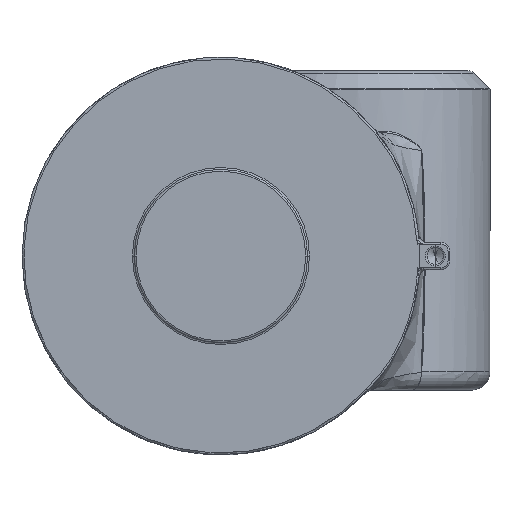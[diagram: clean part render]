
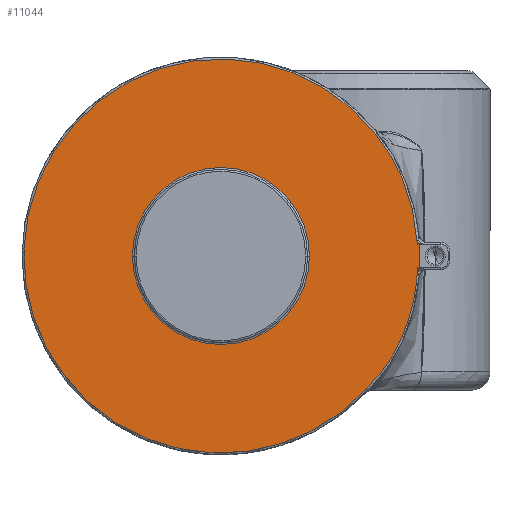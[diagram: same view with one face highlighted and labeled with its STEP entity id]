
A CAD part, front view. The second image highlights one B-rep face of the part: STEP entity #11044.
In plain terms, the highlighted planar face has unit normal (0, -1, 0).
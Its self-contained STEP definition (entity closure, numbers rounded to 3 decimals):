
#22 = CARTESIAN_POINT ( 'NONE',  ( 89.038, 0., 61.434 ) ) ;
#75 = CARTESIAN_POINT ( 'NONE',  ( 95.639, 0., -52.077 ) ) ;
#136 = CARTESIAN_POINT ( 'NONE',  ( 94.888, 0., -53.435 ) ) ;
#148 = CARTESIAN_POINT ( 'NONE',  ( 108.95, 0., -6.5 ) ) ;
#526 = ORIENTED_EDGE ( 'NONE', *, *, #1610, .T. ) ;
#619 = CARTESIAN_POINT ( 'NONE',  ( 109.079, 0., -2.188 ) ) ;
#743 = CARTESIAN_POINT ( 'NONE',  ( 100.103, 0., 40.988 ) ) ;
#753 = EDGE_CURVE ( 'NONE', #8512, #1490, #7320, .T. ) ;
#856 = CARTESIAN_POINT ( 'NONE',  ( 0., 0., 0. ) ) ;
#937 = EDGE_LOOP ( 'NONE', ( #10767, #526 ) ) ;
#1028 = CARTESIAN_POINT ( 'NONE',  ( 104.92, 0., -27.675 ) ) ;
#1107 = EDGE_CURVE ( 'NONE', #1403, #8793, #6618, .T. ) ;
#1158 = CARTESIAN_POINT ( 'NONE',  ( 92.5, 0., -57.415 ) ) ;
#1164 = DIRECTION ( 'NONE',  ( 1., 0., 0. ) ) ;
#1197 = B_SPLINE_CURVE_WITH_KNOTS ( 'NONE', 3,
 ( #3446, #11600, #3393, #5356, #8980, #10645, #9042, #9870, #743, #8027, #4349, #4517, #8144, #2509, #7071, #22, #3510, #3567, #7915, #7131 ),
 .UNSPECIFIED., .F., .F.,
 ( 4, 2, 2, 2, 2, 2, 2, 2, 2, 4 ),
 ( 0.113, 0.13, 0.138, 0.146, 0.151, 0.155, 0.163, 0.171, 0.175, 0.179 ),
 .UNSPECIFIED. ) ;
#1218 = CARTESIAN_POINT ( 'NONE',  ( 101.394, 0., -39.394 ) ) ;
#1223 = B_SPLINE_CURVE_WITH_KNOTS ( 'NONE', 3,
 ( #5006, #2332, #619, #4280 ),
 .UNSPECIFIED., .F., .F.,
 ( 4, 4 ),
 ( 0.066, 0.933 ),
 .UNSPECIFIED. ) ;
#1403 = VERTEX_POINT ( 'NONE', #3507 ) ;
#1490 = VERTEX_POINT ( 'NONE', #9927 ) ;
#1610 = EDGE_CURVE ( 'NONE', #3415, #3893, #4634, .T. ) ;
#1632 = DIRECTION ( 'NONE',  ( 1., 0., 0. ) ) ;
#1774 = DIRECTION ( 'NONE',  ( 0., 1., 0. ) ) ;
#1911 = CARTESIAN_POINT ( 'NONE',  ( 106.178, 0., -21.71 ) ) ;
#1991 = DIRECTION ( 'NONE',  ( 1., 0., 0. ) ) ;
#2033 = CARTESIAN_POINT ( 'NONE',  ( 82.056, 0., -70.68 ) ) ;
#2091 = CARTESIAN_POINT ( 'NONE',  ( 97.07, 0., -49.332 ) ) ;
#2112 = VERTEX_POINT ( 'NONE', #7947 ) ;
#2332 = CARTESIAN_POINT ( 'NONE',  ( 109.039, 0., 2.146 ) ) ;
#2462 = VECTOR ( 'NONE', #6488, 1000. ) ;
#2493 = ORIENTED_EDGE ( 'NONE', *, *, #753, .T. ) ;
#2509 = CARTESIAN_POINT ( 'NONE',  ( 92.839, 0., 55.71 ) ) ;
#2535 = CIRCLE ( 'NONE', #5769, 108. ) ;
#2862 = CARTESIAN_POINT ( 'NONE',  ( 0., 0., 0. ) ) ;
#2876 = CARTESIAN_POINT ( 'NONE',  ( 108.95, 0., -4.601 ) ) ;
#2883 = ORIENTED_EDGE ( 'NONE', *, *, #7401, .T. ) ;
#2997 = FACE_OUTER_BOUND ( 'NONE', #10203, .T. ) ;
#3393 = CARTESIAN_POINT ( 'NONE',  ( 106.684, 0., 17.306 ) ) ;
#3415 = VERTEX_POINT ( 'NONE', #5910 ) ;
#3446 = CARTESIAN_POINT ( 'NONE',  ( 107.757, 0., 6.5 ) ) ;
#3507 = CARTESIAN_POINT ( 'NONE',  ( 107.876, 0., -6.5 ) ) ;
#3510 = CARTESIAN_POINT ( 'NONE',  ( 88.228, 0., 62.55 ) ) ;
#3522 = DIRECTION ( 'NONE',  ( -1., 0., 0. ) ) ;
#3543 = ORIENTED_EDGE ( 'NONE', *, *, #1107, .T. ) ;
#3567 = CARTESIAN_POINT ( 'NONE',  ( 86.558, 0., 64.739 ) ) ;
#3677 = CARTESIAN_POINT ( 'NONE',  ( 99.657, 0., -43.703 ) ) ;
#3828 = ORIENTED_EDGE ( 'NONE', *, *, #10276, .T. ) ;
#3888 = FACE_BOUND ( 'NONE', #937, .T. ) ;
#3893 = VERTEX_POINT ( 'NONE', #10513 ) ;
#4057 = EDGE_CURVE ( 'NONE', #3893, #3415, #10134, .T. ) ;
#4280 = CARTESIAN_POINT ( 'NONE',  ( 108.877, 0., -6.5 ) ) ;
#4349 = CARTESIAN_POINT ( 'NONE',  ( 98.504, 0., 44.784 ) ) ;
#4517 = CARTESIAN_POINT ( 'NONE',  ( 96.783, 0., 48.515 ) ) ;
#4571 = CARTESIAN_POINT ( 'NONE',  ( 84.172, 0., -68.439 ) ) ;
#4632 = CARTESIAN_POINT ( 'NONE',  ( 107.73, 0., -9.582 ) ) ;
#4634 = CIRCLE ( 'NONE', #11300, 48.5 ) ;
#4760 = CARTESIAN_POINT ( 'NONE',  ( 93.317, 0., -56.105 ) ) ;
#4902 = PLANE ( 'NONE',  #5047 ) ;
#5006 = CARTESIAN_POINT ( 'NONE',  ( 108.761, 0., 6.5 ) ) ;
#5017 = EDGE_CURVE ( 'NONE', #2112, #1403, #8440, .T. ) ;
#5047 = AXIS2_PLACEMENT_3D ( 'NONE', #2876, #6493, #1991 ) ;
#5356 = CARTESIAN_POINT ( 'NONE',  ( 105.029, 0., 25.29 ) ) ;
#5521 = CARTESIAN_POINT ( 'NONE',  ( 106.686, 0., -18.703 ) ) ;
#5633 = DIRECTION ( 'NONE',  ( 0., 1., 0. ) ) ;
#5647 = CARTESIAN_POINT ( 'NONE',  ( 89.949, 0., -61.266 ) ) ;
#5709 = CARTESIAN_POINT ( 'NONE',  ( 97.751, 0., -47.942 ) ) ;
#5769 = AXIS2_PLACEMENT_3D ( 'NONE', #2862, #10292, #1164 ) ;
#5910 = CARTESIAN_POINT ( 'NONE',  ( -48.5, 0., 0. ) ) ;
#6417 = CARTESIAN_POINT ( 'NONE',  ( 102.406, 0., -36.492 ) ) ;
#6488 = DIRECTION ( 'NONE',  ( 1., 0., 0. ) ) ;
#6493 = DIRECTION ( 'NONE',  ( 0., -1., 0. ) ) ;
#6510 = DIRECTION ( 'NONE',  ( 1., 0., 0. ) ) ;
#6618 = LINE ( 'NONE', #148, #2462 ) ;
#7071 = CARTESIAN_POINT ( 'NONE',  ( 91.386, 0., 58.035 ) ) ;
#7131 = CARTESIAN_POINT ( 'NONE',  ( 84.809, 0., 66.868 ) ) ;
#7199 = CARTESIAN_POINT ( 'NONE',  ( 108.761, 0., 6.5 ) ) ;
#7320 = LINE ( 'NONE', #7986, #10620 ) ;
#7401 = EDGE_CURVE ( 'NONE', #10946, #2112, #2535, .T. ) ;
#7514 = ORIENTED_EDGE ( 'NONE', *, *, #5017, .T. ) ;
#7915 = CARTESIAN_POINT ( 'NONE',  ( 85.697, 0., 65.814 ) ) ;
#7947 = CARTESIAN_POINT ( 'NONE',  ( 79.78, 0., -72.796 ) ) ;
#7986 = CARTESIAN_POINT ( 'NONE',  ( 108.95, 0., 6.5 ) ) ;
#8027 = CARTESIAN_POINT ( 'NONE',  ( 99.054, 0., 43.527 ) ) ;
#8144 = CARTESIAN_POINT ( 'NONE',  ( 95.538, 0., 50.95 ) ) ;
#8198 = CARTESIAN_POINT ( 'NONE',  ( 88.118, 0., -63.731 ) ) ;
#8260 = CARTESIAN_POINT ( 'NONE',  ( 107.876, 0., -6.5 ) ) ;
#8440 = B_SPLINE_CURVE_WITH_KNOTS ( 'NONE', 3,
 ( #10165, #2033, #4571, #8198, #5647, #1158, #4760, #136, #75, #2091, #5709, #9345, #3677, #1218, #6417, #10041, #1028, #1911, #5521, #9154, #4632, #8260 ),
 .UNSPECIFIED., .F., .F.,
 ( 4, 2, 2, 2, 2, 2, 2, 2, 2, 2, 4 ),
 ( 0., 0.009, 0.018, 0.023, 0.028, 0.032, 0.037, 0.046, 0.055, 0.064, 0.074 ),
 .UNSPECIFIED. ) ;
#8441 = AXIS2_PLACEMENT_3D ( 'NONE', #11750, #1774, #6510 ) ;
#8512 = VERTEX_POINT ( 'NONE', #7199 ) ;
#8793 = VERTEX_POINT ( 'NONE', #8992 ) ;
#8862 = ORIENTED_EDGE ( 'NONE', *, *, #11553, .F. ) ;
#8980 = CARTESIAN_POINT ( 'NONE',  ( 104.381, 0., 27.938 ) ) ;
#8992 = CARTESIAN_POINT ( 'NONE',  ( 108.877, 0., -6.5 ) ) ;
#9042 = CARTESIAN_POINT ( 'NONE',  ( 102.031, 0., 35.83 ) ) ;
#9154 = CARTESIAN_POINT ( 'NONE',  ( 107.461, 0., -12.639 ) ) ;
#9345 = CARTESIAN_POINT ( 'NONE',  ( 99.044, 0., -45.129 ) ) ;
#9870 = CARTESIAN_POINT ( 'NONE',  ( 100.604, 0., 39.705 ) ) ;
#9887 = CARTESIAN_POINT ( 'NONE',  ( 84.809, 0., 66.868 ) ) ;
#9927 = CARTESIAN_POINT ( 'NONE',  ( 107.757, 0., 6.5 ) ) ;
#10041 = CARTESIAN_POINT ( 'NONE',  ( 104.17, 0., -30.632 ) ) ;
#10134 = CIRCLE ( 'NONE', #8441, 48.5 ) ;
#10165 = CARTESIAN_POINT ( 'NONE',  ( 79.78, 0., -72.796 ) ) ;
#10203 = EDGE_LOOP ( 'NONE', ( #7514, #3543, #8862, #2493, #3828, #2883 ) ) ;
#10276 = EDGE_CURVE ( 'NONE', #1490, #10946, #1197, .T. ) ;
#10292 = DIRECTION ( 'NONE',  ( 0., -1., 0. ) ) ;
#10513 = CARTESIAN_POINT ( 'NONE',  ( 48.5, 0., 0. ) ) ;
#10620 = VECTOR ( 'NONE', #3522, 1000. ) ;
#10645 = CARTESIAN_POINT ( 'NONE',  ( 102.884, 0., 33.205 ) ) ;
#10767 = ORIENTED_EDGE ( 'NONE', *, *, #4057, .T. ) ;
#10946 = VERTEX_POINT ( 'NONE', #9887 ) ;
#11044 = ADVANCED_FACE ( 'NONE', ( #3888, #2997 ), #4902, .T. ) ;
#11300 = AXIS2_PLACEMENT_3D ( 'NONE', #856, #5633, #1632 ) ;
#11553 = EDGE_CURVE ( 'NONE', #8512, #8793, #1223, .T. ) ;
#11600 = CARTESIAN_POINT ( 'NONE',  ( 107.405, 0., 11.929 ) ) ;
#11750 = CARTESIAN_POINT ( 'NONE',  ( 0., 0., 0. ) ) ;
